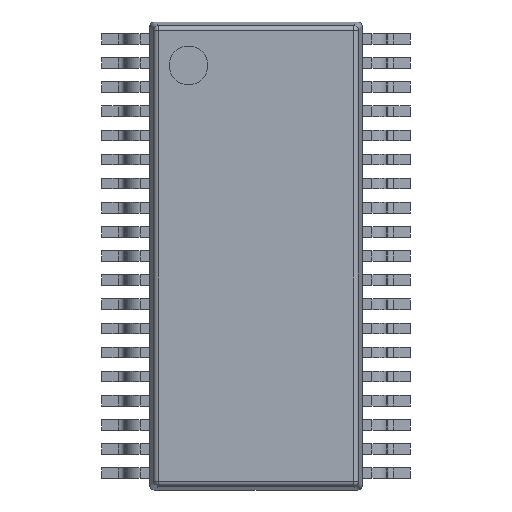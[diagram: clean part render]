
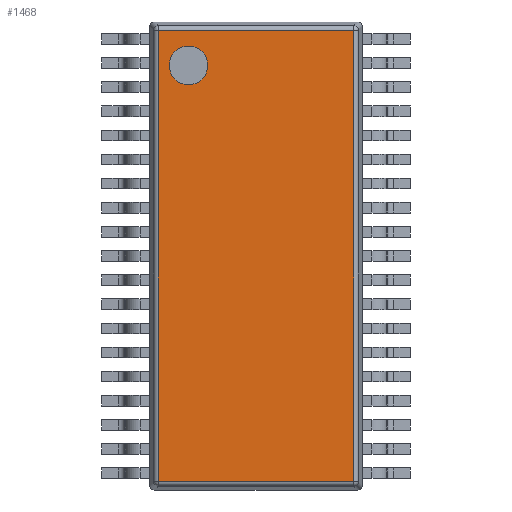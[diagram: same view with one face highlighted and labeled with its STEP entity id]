
A CAD part, top view. The second image highlights one B-rep face of the part: STEP entity #1468.
In plain terms, the highlighted face is planar.
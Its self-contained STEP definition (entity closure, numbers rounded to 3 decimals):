
#621=CARTESIAN_POINT('',(-1.4,0.45,-3.95));
#622=DIRECTION('',(0.,-1.,0.));
#623=DIRECTION('',(1.,0.,0.));
#624=AXIS2_PLACEMENT_3D('',#621,#622,#623);
#629=CARTESIAN_POINT('',(-1.4,0.45,-3.95));
#630=DIRECTION('',(0.,-1.,0.));
#631=DIRECTION('',(-1.,0.,0.));
#632=AXIS2_PLACEMENT_3D('',#629,#630,#631);
#637=DIRECTION('',(0.,0.,1.));
#638=VECTOR('',#637,9.347);
#639=CARTESIAN_POINT('',(-2.023,0.45,-4.673));
#640=LINE('',#639,#638);
#644=DIRECTION('',(-1.,0.,0.));
#645=VECTOR('',#644,4.047);
#646=CARTESIAN_POINT('',(2.023,0.45,-4.673));
#647=LINE('',#646,#645);
#651=DIRECTION('',(0.,0.,-1.));
#652=VECTOR('',#651,9.347);
#653=CARTESIAN_POINT('',(2.023,0.45,4.673));
#654=LINE('',#653,#652);
#658=DIRECTION('',(1.,0.,0.));
#659=VECTOR('',#658,4.047);
#660=CARTESIAN_POINT('',(-2.023,0.45,4.673));
#661=LINE('',#660,#659);
#832=CARTESIAN_POINT('',(-1.,0.45,-3.95));
#833=CARTESIAN_POINT('',(-1.8,0.45,-3.95));
#834=VERTEX_POINT('',#832);
#835=VERTEX_POINT('',#833);
#848=CARTESIAN_POINT('',(-2.023,0.45,-4.673));
#849=CARTESIAN_POINT('',(-2.023,0.45,4.673));
#850=VERTEX_POINT('',#848);
#851=VERTEX_POINT('',#849);
#856=CARTESIAN_POINT('',(2.023,0.45,4.673));
#857=CARTESIAN_POINT('',(2.023,0.45,-4.673));
#858=VERTEX_POINT('',#856);
#859=VERTEX_POINT('',#857);
#1451=CARTESIAN_POINT('',(0.,0.45,0.));
#1452=DIRECTION('',(0.,1.,0.));
#1453=DIRECTION('',(1.,0.,0.));
#1454=AXIS2_PLACEMENT_3D('',#1451,#1452,#1453);
#1455=PLANE('',#1454);
#1456=ORIENTED_EDGE('',*,*,#1375,.F.);
#1457=ORIENTED_EDGE('',*,*,#1442,.F.);
#1458=ORIENTED_EDGE('',*,*,#1284,.F.);
#1459=ORIENTED_EDGE('',*,*,#1313,.F.);
#1460=EDGE_LOOP('',(#1456,#1457,#1458,#1459));
#1461=FACE_OUTER_BOUND('',#1460,.F.);
#1463=ORIENTED_EDGE('',*,*,#1462,.F.);
#1465=ORIENTED_EDGE('',*,*,#1464,.F.);
#1466=EDGE_LOOP('',(#1463,#1465));
#1467=FACE_BOUND('',#1466,.F.);
#625=CIRCLE('',#624,0.4);
#633=CIRCLE('',#632,0.4);
#1284=EDGE_CURVE('',#858,#859,#654,.T.);
#1313=EDGE_CURVE('',#851,#858,#661,.T.);
#1375=EDGE_CURVE('',#850,#851,#640,.T.);
#1442=EDGE_CURVE('',#859,#850,#647,.T.);
#1462=EDGE_CURVE('',#834,#835,#625,.T.);
#1464=EDGE_CURVE('',#835,#834,#633,.T.);
#1468=ADVANCED_FACE('',(#1461,#1467),#1455,.T.);
